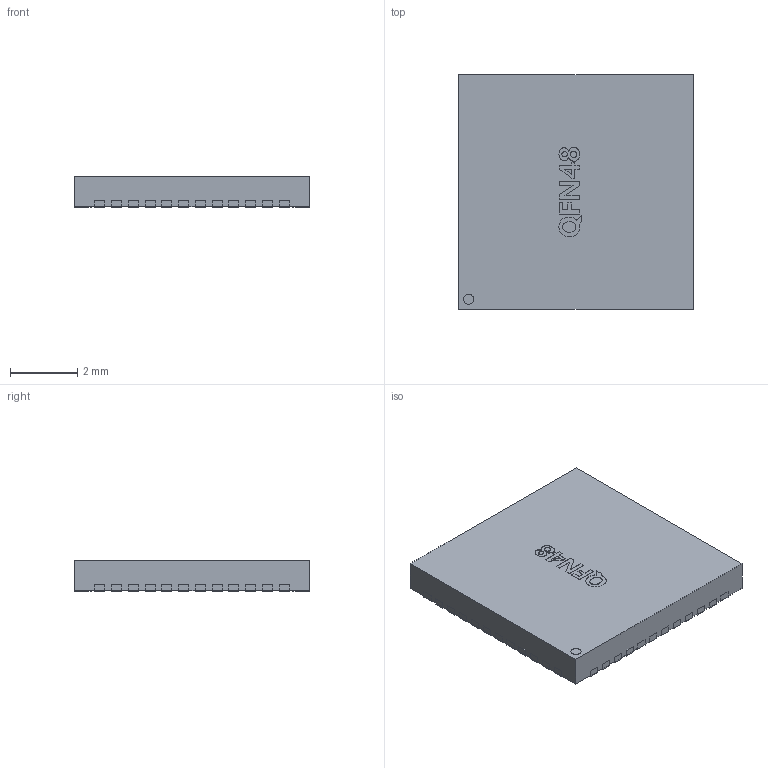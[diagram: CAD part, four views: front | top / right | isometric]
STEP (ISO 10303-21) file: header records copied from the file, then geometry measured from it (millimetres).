
FILE_DESCRIPTION(/* description */ (''),/* implementation_level */ '2;1');
FILE_NAME(/* name */ '3D_ESP32-PICO-D4.step',/* time_stamp */ '2022-03-26T22:22:41+08:00',/* author */ (''),/* organization */ (''),/* preprocessor_version */ 'ST-DEVELOPER v18.1',/* originating_system */ 'Autodesk Translation Framework v10.13.0.1454',/* authorisation */ '');
FILE_SCHEMA (('AUTOMOTIVE_DESIGN { 1 0 10303 214 3 1 1 }'));
Length unit declared in the file: millimetre
Products named in the file (52): 3D_ESP32-PICO-D4; U3; QFN-48_L7.0-W7.0-P0.50-BL-EP5.4; SOLID (48); SOLID; SOLID (1); SOLID (2); SOLID (3); SOLID (4); SOLID (5); SOLID (6); SOLID (7); SOLID (8); SOLID (9); SOLID (10); SOLID (11); SOLID (12); SOLID (13); SOLID (14); SOLID (15); SOLID (16); SOLID (17); SOLID (18); SOLID (19); SOLID (20); SOLID (21); SOLID (22); SOLID (23); SOLID (24); SOLID (25); SOLID (26); SOLID (27); SOLID (28); SOLID (29); SOLID (30); SOLID (31); SOLID (32); SOLID (33); SOLID (34); SOLID (35) ...
Assembly tree (51 placements, depth 4):
  3D_ESP32-PICO-D4
    U3
      QFN-48_L7.0-W7.0-P0.50-BL-EP5.4
        SOLID (48)
        SOLID
        SOLID (1)
        SOLID (2)
        SOLID (3)
        SOLID (4)
        SOLID (5)
        SOLID (6)
        SOLID (7)
        SOLID (8)
        SOLID (9)
        SOLID (10)
        SOLID (11)
        SOLID (12)
        SOLID (13)
        SOLID (14)
        SOLID (15)
        SOLID (16)
        SOLID (17)
        SOLID (18)
        SOLID (19)
        SOLID (20)
        SOLID (21)
        SOLID (22)
        SOLID (23)
        SOLID (24)
        SOLID (25)
        SOLID (26)
        SOLID (27)
        SOLID (28)
        SOLID (29)
        SOLID (30)
        SOLID (31)
        SOLID (32)
        SOLID (33)
        SOLID (34)
        SOLID (35)
        SOLID (36)
        SOLID (37)
        SOLID (38)
        SOLID (39)
        SOLID (40)
        SOLID (41)
        SOLID (42)
        SOLID (43)
        SOLID (44)
        SOLID (45)
        SOLID (46)
        SOLID (47)
Bounding box: 7 x 7 x 0.92 mm (x, y, z)
Volume: 45.1 mm3; surface area: 152.4 mm2
Topology: 49 solids, 49 shells, 433 faces, 954 edges, 636 vertices
Faces by surface type: plane 386, bspline 46, cylinder 1
Full cylindrical faces by diameter (mm): 0.299 x1
Entity records: 15606 total; most frequent: CARTESIAN_POINT 4756, ORIENTED_EDGE 1908, DIRECTION 1844, EDGE_CURVE 954, LINE 860, VECTOR 860, VERTEX_POINT 636, AXIS2_PLACEMENT_3D 492
